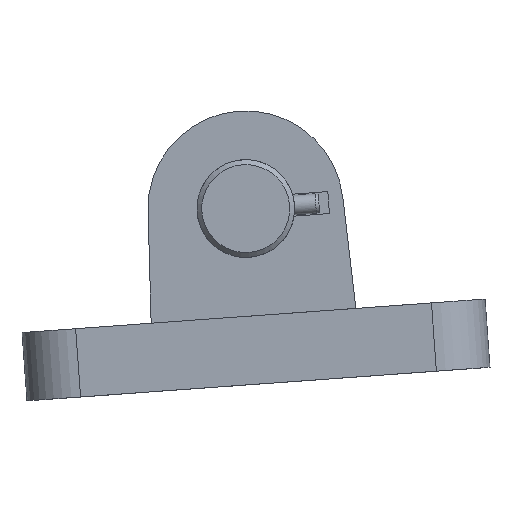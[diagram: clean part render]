
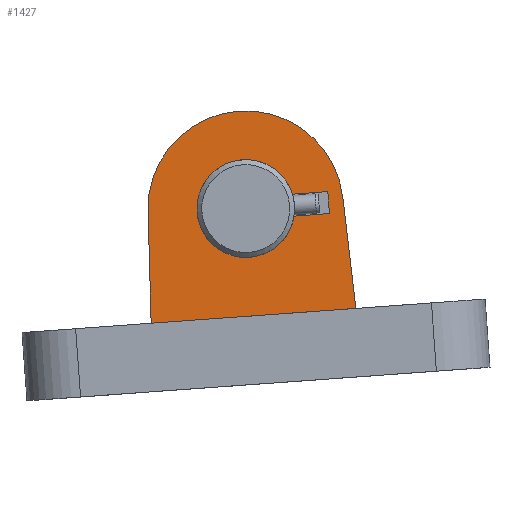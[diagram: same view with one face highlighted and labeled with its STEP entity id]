
A CAD part, left-side view. The second image highlights one B-rep face of the part: STEP entity #1427.
In plain terms, the highlighted planar face has unit normal (-1, 0, 0).
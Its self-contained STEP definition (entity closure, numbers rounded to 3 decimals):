
#45=FACE_BOUND('',#268,.T.);
#161=FACE_OUTER_BOUND('',#267,.T.);
#267=EDGE_LOOP('',(#1235,#1236,#1237,#1238));
#268=EDGE_LOOP('',(#1239,#1240,#1241,#1242));
#318=CIRCLE('',#1467,10.);
#371=CIRCLE('',#1574,20.);
#434=LINE('',#2298,#544);
#465=LINE('',#2384,#575);
#468=LINE('',#2388,#578);
#470=LINE('',#2391,#580);
#482=LINE('',#2433,#592);
#484=LINE('',#2439,#594);
#544=VECTOR('',#1806,42.);
#575=VECTOR('',#1895,4.5);
#578=VECTOR('',#1900,7.256);
#580=VECTOR('',#1904,7.256);
#592=VECTOR('',#1954,22.913);
#594=VECTOR('',#1962,22.913);
#625=VERTEX_POINT('',#2137);
#628=VERTEX_POINT('',#2142);
#682=VERTEX_POINT('',#2286);
#687=VERTEX_POINT('',#2296);
#712=VERTEX_POINT('',#2381);
#713=VERTEX_POINT('',#2383);
#724=VERTEX_POINT('',#2431);
#725=VERTEX_POINT('',#2435);
#766=EDGE_CURVE('',#625,#628,#318,.T.);
#839=EDGE_CURVE('',#687,#682,#434,.T.);
#881=EDGE_CURVE('',#713,#712,#465,.T.);
#884=EDGE_CURVE('',#628,#713,#468,.T.);
#886=EDGE_CURVE('',#712,#625,#470,.T.);
#906=EDGE_CURVE('',#687,#724,#482,.T.);
#908=EDGE_CURVE('',#724,#725,#371,.T.);
#909=EDGE_CURVE('',#725,#682,#484,.T.);
#1235=ORIENTED_EDGE('',*,*,#839,.F.);
#1236=ORIENTED_EDGE('',*,*,#906,.T.);
#1237=ORIENTED_EDGE('',*,*,#908,.T.);
#1238=ORIENTED_EDGE('',*,*,#909,.T.);
#1239=ORIENTED_EDGE('',*,*,#886,.T.);
#1240=ORIENTED_EDGE('',*,*,#766,.T.);
#1241=ORIENTED_EDGE('',*,*,#884,.T.);
#1242=ORIENTED_EDGE('',*,*,#881,.T.);
#1355=PLANE('',#1577);
#1427=ADVANCED_FACE('',(#161,#45),#1355,.F.);
#1467=AXIS2_PLACEMENT_3D('',#2144,#1655,#1656);
#1574=AXIS2_PLACEMENT_3D('',#2437,#1958,#1959);
#1577=AXIS2_PLACEMENT_3D('',#2441,#1965,#1966);
#1655=DIRECTION('center_axis',(1.,0.,
0.));
#1656=DIRECTION('ref_axis',(0.,-0.072,-0.997));
#1806=DIRECTION('',(0.,0.997,-0.072));
#1895=DIRECTION('',(0.,-0.072,-0.997));
#1900=DIRECTION('',(0.,-0.997,0.072));
#1904=DIRECTION('',(0.,0.997,-0.072));
#1954=DIRECTION('',(0.,0.117,0.993));
#1958=DIRECTION('center_axis',(-1.,0.,
0.));
#1959=DIRECTION('ref_axis',(0.,-0.993,0.117));
#1962=DIRECTION('',(0.,-0.028,-1.));
#1965=DIRECTION('center_axis',(1.,0.,
0.));
#1966=DIRECTION('ref_axis',(0.,-0.072,-0.997));
#2137=CARTESIAN_POINT('',(-25.176,23.662,72.189));
#2142=CARTESIAN_POINT('',(-25.176,23.987,76.678));
#2144=CARTESIAN_POINT('Origin',(-25.176,33.543,73.729));
#2286=CARTESIAN_POINT('',(-25.179,52.897,50.268));
#2296=CARTESIAN_POINT('',(-25.178,11.007,53.305));
#2298=CARTESIAN_POINT('',(-25.179,31.952,51.787));
#2381=CARTESIAN_POINT('',(-25.176,16.425,72.714));
#2383=CARTESIAN_POINT('',(-25.176,16.75,77.202));
#2384=CARTESIAN_POINT('',(-25.176,16.34,71.552));
#2388=CARTESIAN_POINT('',(-25.176,25.228,76.588));
#2391=CARTESIAN_POINT('',(-25.176,28.521,71.837));
#2431=CARTESIAN_POINT('',(-25.176,13.679,76.061));
#2433=CARTESIAN_POINT('',(-25.178,11.007,53.305));
#2435=CARTESIAN_POINT('',(-25.176,53.535,73.172));
#2437=CARTESIAN_POINT('Origin',(-25.176,33.543,73.729));
#2439=CARTESIAN_POINT('',(-25.176,53.535,73.172));
#2441=CARTESIAN_POINT('Origin',(-25.177,33.212,69.161));
